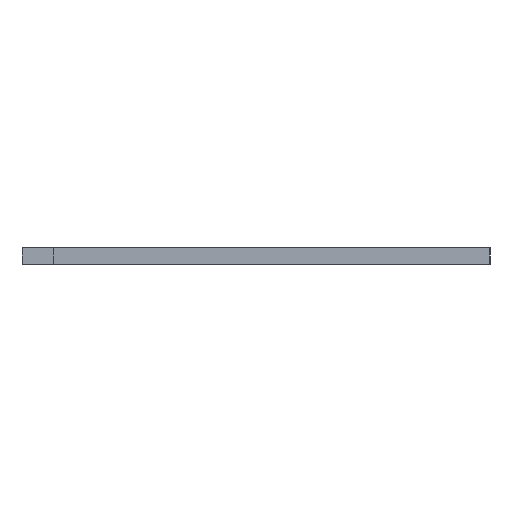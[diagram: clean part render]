
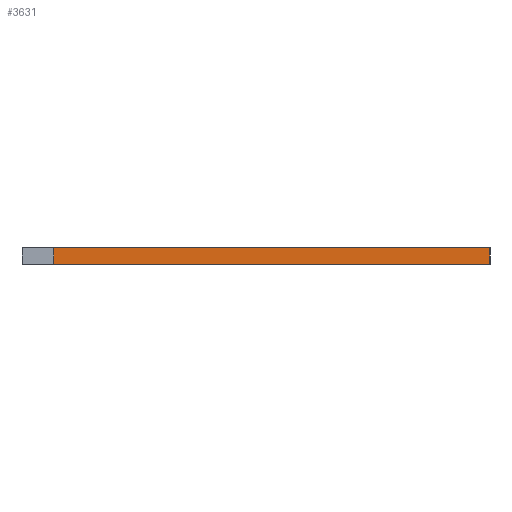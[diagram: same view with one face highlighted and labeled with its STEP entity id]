
A CAD part, left-side view. The second image highlights one B-rep face of the part: STEP entity #3631.
In plain terms, the highlighted planar face has unit normal (-1, 0, 0).
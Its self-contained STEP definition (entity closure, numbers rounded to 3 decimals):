
#55 = PLANE('',#56);
#56 = AXIS2_PLACEMENT_3D('',#57,#58,#59);
#57 = CARTESIAN_POINT('',(104.25,-83.9,0.));
#58 = DIRECTION('',(0.,1.,0.));
#59 = DIRECTION('',(1.,0.,0.));
#83 = PLANE('',#84);
#84 = AXIS2_PLACEMENT_3D('',#85,#86,#87);
#85 = CARTESIAN_POINT('',(136.9,-62.426,1.6));
#86 = DIRECTION('',(0.,0.,1.));
#87 = DIRECTION('',(1.,0.,0.));
#137 = PLANE('',#138);
#138 = AXIS2_PLACEMENT_3D('',#139,#140,#141);
#139 = CARTESIAN_POINT('',(136.9,-62.426,0.));
#140 = DIRECTION('',(0.,0.,1.));
#141 = DIRECTION('',(1.,0.,0.));
#152 = EDGE_CURVE('',#153,#155,#157,.T.);
#153 = VERTEX_POINT('',#154);
#154 = CARTESIAN_POINT('',(104.25,-83.9,0.));
#155 = VERTEX_POINT('',#156);
#156 = CARTESIAN_POINT('',(104.25,-83.9,1.6));
#157 = SURFACE_CURVE('',#158,(#162,#169),.PCURVE_S1.);
#158 = LINE('',#159,#160);
#159 = CARTESIAN_POINT('',(104.25,-83.9,0.));
#160 = VECTOR('',#161,1.);
#161 = DIRECTION('',(0.,0.,1.));
#162 = PCURVE('',#55,#163);
#163 = DEFINITIONAL_REPRESENTATION('',(#164),#168);
#164 = LINE('',#165,#166);
#165 = CARTESIAN_POINT('',(0.,0.));
#166 = VECTOR('',#167,1.);
#167 = DIRECTION('',(0.,-1.));
#168 = ( GEOMETRIC_REPRESENTATION_CONTEXT(2) 
PARAMETRIC_REPRESENTATION_CONTEXT() REPRESENTATION_CONTEXT('2D SPACE',''
  ) );
#169 = PCURVE('',#170,#175);
#170 = PLANE('',#171);
#171 = AXIS2_PLACEMENT_3D('',#172,#173,#174);
#172 = CARTESIAN_POINT('',(104.25,-42.65,0.));
#173 = DIRECTION('',(1.,0.,0.));
#174 = DIRECTION('',(0.,-1.,0.));
#175 = DEFINITIONAL_REPRESENTATION('',(#176),#180);
#176 = LINE('',#177,#178);
#177 = CARTESIAN_POINT('',(41.25,0.));
#178 = VECTOR('',#179,1.);
#179 = DIRECTION('',(0.,-1.));
#180 = ( GEOMETRIC_REPRESENTATION_CONTEXT(2) 
PARAMETRIC_REPRESENTATION_CONTEXT() REPRESENTATION_CONTEXT('2D SPACE',''
  ) );
#386 = VERTEX_POINT('',#387);
#387 = CARTESIAN_POINT('',(104.25,-42.65,0.));
#401 = PLANE('',#402);
#402 = AXIS2_PLACEMENT_3D('',#403,#404,#405);
#403 = CARTESIAN_POINT('',(128.,-42.65,0.));
#404 = DIRECTION('',(0.,-1.,0.));
#405 = DIRECTION('',(-1.,0.,0.));
#413 = EDGE_CURVE('',#386,#153,#414,.T.);
#414 = SURFACE_CURVE('',#415,(#419,#426),.PCURVE_S1.);
#415 = LINE('',#416,#417);
#416 = CARTESIAN_POINT('',(104.25,-42.65,0.));
#417 = VECTOR('',#418,1.);
#418 = DIRECTION('',(0.,-1.,0.));
#419 = PCURVE('',#137,#420);
#420 = DEFINITIONAL_REPRESENTATION('',(#421),#425);
#421 = LINE('',#422,#423);
#422 = CARTESIAN_POINT('',(-32.65,19.776));
#423 = VECTOR('',#424,1.);
#424 = DIRECTION('',(0.,-1.));
#425 = ( GEOMETRIC_REPRESENTATION_CONTEXT(2) 
PARAMETRIC_REPRESENTATION_CONTEXT() REPRESENTATION_CONTEXT('2D SPACE',''
  ) );
#426 = PCURVE('',#170,#427);
#427 = DEFINITIONAL_REPRESENTATION('',(#428),#432);
#428 = LINE('',#429,#430);
#429 = CARTESIAN_POINT('',(0.,0.));
#430 = VECTOR('',#431,1.);
#431 = DIRECTION('',(1.,0.));
#432 = ( GEOMETRIC_REPRESENTATION_CONTEXT(2) 
PARAMETRIC_REPRESENTATION_CONTEXT() REPRESENTATION_CONTEXT('2D SPACE',''
  ) );
#2184 = VERTEX_POINT('',#2185);
#2185 = CARTESIAN_POINT('',(104.25,-42.65,1.6));
#2206 = EDGE_CURVE('',#2184,#155,#2207,.T.);
#2207 = SURFACE_CURVE('',#2208,(#2212,#2219),.PCURVE_S1.);
#2208 = LINE('',#2209,#2210);
#2209 = CARTESIAN_POINT('',(104.25,-42.65,1.6));
#2210 = VECTOR('',#2211,1.);
#2211 = DIRECTION('',(0.,-1.,0.));
#2212 = PCURVE('',#83,#2213);
#2213 = DEFINITIONAL_REPRESENTATION('',(#2214),#2218);
#2214 = LINE('',#2215,#2216);
#2215 = CARTESIAN_POINT('',(-32.65,19.776));
#2216 = VECTOR('',#2217,1.);
#2217 = DIRECTION('',(0.,-1.));
#2218 = ( GEOMETRIC_REPRESENTATION_CONTEXT(2) 
PARAMETRIC_REPRESENTATION_CONTEXT() REPRESENTATION_CONTEXT('2D SPACE',''
  ) );
#2219 = PCURVE('',#170,#2220);
#2220 = DEFINITIONAL_REPRESENTATION('',(#2221),#2225);
#2221 = LINE('',#2222,#2223);
#2222 = CARTESIAN_POINT('',(0.,-1.6));
#2223 = VECTOR('',#2224,1.);
#2224 = DIRECTION('',(1.,0.));
#2225 = ( GEOMETRIC_REPRESENTATION_CONTEXT(2) 
PARAMETRIC_REPRESENTATION_CONTEXT() REPRESENTATION_CONTEXT('2D SPACE',''
  ) );
#3631 = ADVANCED_FACE('',(#3632),#170,.F.);
#3632 = FACE_BOUND('',#3633,.F.);
#3633 = EDGE_LOOP('',(#3634,#3655,#3656,#3657));
#3634 = ORIENTED_EDGE('',*,*,#3635,.T.);
#3635 = EDGE_CURVE('',#386,#2184,#3636,.T.);
#3636 = SURFACE_CURVE('',#3637,(#3641,#3648),.PCURVE_S1.);
#3637 = LINE('',#3638,#3639);
#3638 = CARTESIAN_POINT('',(104.25,-42.65,0.));
#3639 = VECTOR('',#3640,1.);
#3640 = DIRECTION('',(0.,0.,1.));
#3641 = PCURVE('',#170,#3642);
#3642 = DEFINITIONAL_REPRESENTATION('',(#3643),#3647);
#3643 = LINE('',#3644,#3645);
#3644 = CARTESIAN_POINT('',(0.,0.));
#3645 = VECTOR('',#3646,1.);
#3646 = DIRECTION('',(0.,-1.));
#3647 = ( GEOMETRIC_REPRESENTATION_CONTEXT(2) 
PARAMETRIC_REPRESENTATION_CONTEXT() REPRESENTATION_CONTEXT('2D SPACE',''
  ) );
#3648 = PCURVE('',#401,#3649);
#3649 = DEFINITIONAL_REPRESENTATION('',(#3650),#3654);
#3650 = LINE('',#3651,#3652);
#3651 = CARTESIAN_POINT('',(23.75,0.));
#3652 = VECTOR('',#3653,1.);
#3653 = DIRECTION('',(0.,-1.));
#3654 = ( GEOMETRIC_REPRESENTATION_CONTEXT(2) 
PARAMETRIC_REPRESENTATION_CONTEXT() REPRESENTATION_CONTEXT('2D SPACE',''
  ) );
#3655 = ORIENTED_EDGE('',*,*,#2206,.T.);
#3656 = ORIENTED_EDGE('',*,*,#152,.F.);
#3657 = ORIENTED_EDGE('',*,*,#413,.F.);
